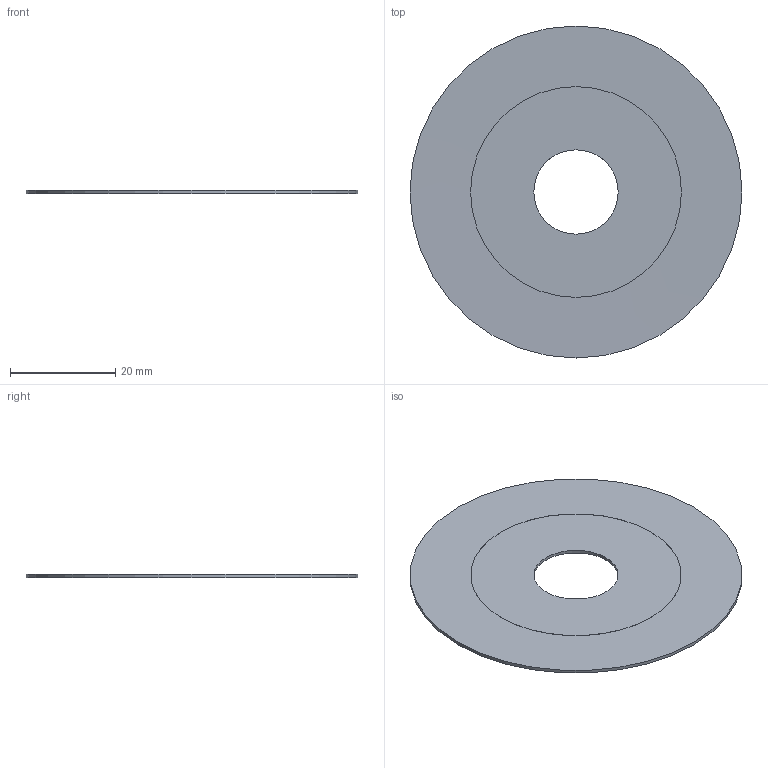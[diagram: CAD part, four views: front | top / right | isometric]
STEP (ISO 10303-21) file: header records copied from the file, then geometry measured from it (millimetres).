
FILE_DESCRIPTION (( 'STEP AP203' ), '1' );
FILE_NAME ('60407.step', '2021-12-07T09:46:35', ( '' ), ( '' ), 'SwSTEP 2.0', 'SolidWorks 2019', '' );
FILE_SCHEMA (( 'CONFIG_CONTROL_DESIGN' ));
Length unit declared in the file: millimetre
Products named in the file (1): 60407
Bounding box: 63 x 63 x 0.6 mm (x, y, z)
Volume: 1698 mm3; surface area: 5988.8 mm2
Topology: 1 solids, 1 shells, 8 faces, 14 edges, 8 vertices
Faces by surface type: cylinder 4, plane 2, cone 2
Full cylindrical faces by diameter (mm): 16 x1, 40 x2, 63 x1
Entity records: 245 total; most frequent: DIRECTION 34, CARTESIAN_POINT 25, AXIS2_PLACEMENT_3D 17, EDGE_LOOP 16, ORIENTED_EDGE 16, FACE_OUTER_BOUND 12, PERSON_AND_ORGANIZATION 8, EDGE_CURVE 8
